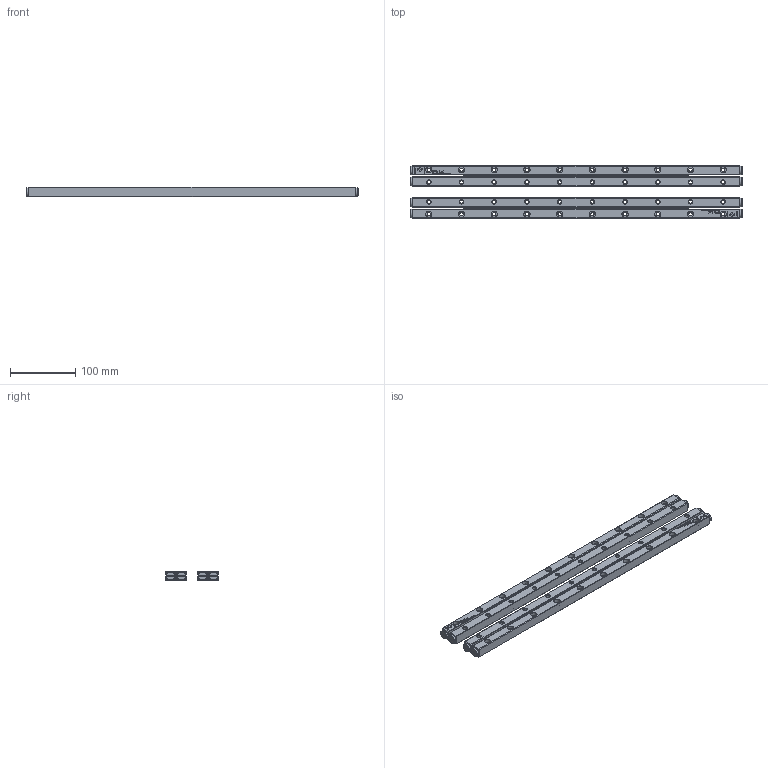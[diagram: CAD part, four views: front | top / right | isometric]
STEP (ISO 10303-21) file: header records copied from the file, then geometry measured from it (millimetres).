
FILE_DESCRIPTION(/* description */ (''),/* implementation_level */ '2;1');
FILE_NAME(/* name */ 'Set RSD-6500x38AA_stp_stp.stp',/* time_stamp */ '2025-06-03T09:30:13+02:00',/* author */ (''),/* organization */ (''),/* preprocessor_version */ 'ST-DEVELOPER v16.7',/* originating_system */ 'SIEMENS PLM Software NX 12.0',/* authorisation */ '');
FILE_SCHEMA (('AUTOMOTIVE_DESIGN { 1 0 10303 214 3 1 1 1 }'));
Products named in the file (1): Set RSD-6500x38AA_stp_stp
Bounding box: 507.4 x 80 x 15 mm (x, y, z)
Volume: 396975.7 mm3; surface area: 164871.6 mm2
Topology: 90 solids, 90 shells, 4276 faces, 11048 edges, 7132 vertices
Faces by surface type: plane 2376, cylinder 1260, bspline 360, cone 280
Full cylindrical faces by diameter (mm): 4.3 x8, 5 x8, 5.2 x48, 6 x76, 9.5 x40, 13 x8
Entity records: 136884 total; most frequent: CARTESIAN_POINT 26685, ORIENTED_EDGE 20800, DIRECTION 20290, EDGE_CURVE 10400, VERTEX_POINT 6944, LINE 6840, VECTOR 6840, AXIS2_PLACEMENT_3D 6725
